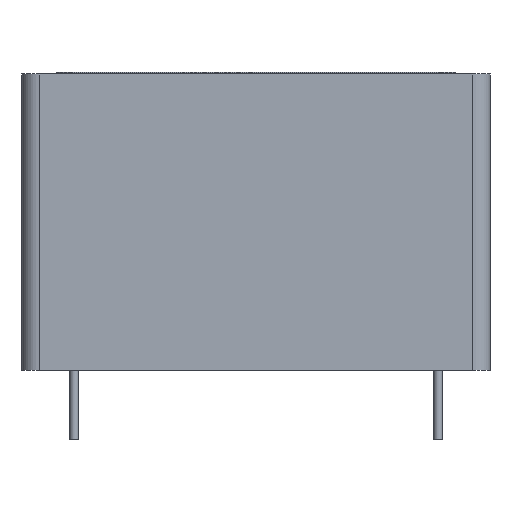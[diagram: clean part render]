
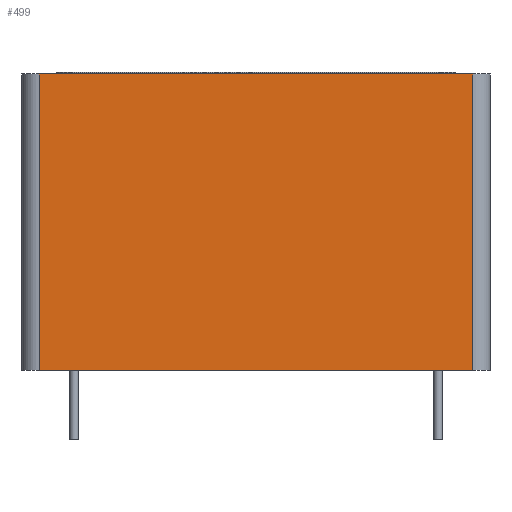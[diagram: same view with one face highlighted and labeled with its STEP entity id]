
A CAD part, front view. The second image highlights one B-rep face of the part: STEP entity #499.
In plain terms, the highlighted planar face has unit normal (0, -1, 0).
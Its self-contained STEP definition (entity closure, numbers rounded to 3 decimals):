
#39=PLANE($,#567);
#69=FACE_OUTER_BOUND($,#110,.T.);
#110=EDGE_LOOP($,(#398,#399,#400,#401));
#164=LINE($,#850,#196);
#165=LINE($,#852,#197);
#166=LINE($,#854,#198);
#167=LINE($,#855,#199);
#196=VECTOR($,#676,25.);
#197=VECTOR($,#677,17.1);
#198=VECTOR($,#678,25.);
#199=VECTOR($,#679,17.1);
#258=VERTEX_POINT($,#848);
#259=VERTEX_POINT($,#849);
#260=VERTEX_POINT($,#851);
#261=VERTEX_POINT($,#853);
#312=EDGE_CURVE($,#258,#259,#164,.T.);
#313=EDGE_CURVE($,#258,#260,#165,.T.);
#314=EDGE_CURVE($,#261,#260,#166,.T.);
#315=EDGE_CURVE($,#259,#261,#167,.T.);
#398=ORIENTED_EDGE($,*,*,#312,.F.);
#399=ORIENTED_EDGE($,*,*,#313,.T.);
#400=ORIENTED_EDGE($,*,*,#314,.F.);
#401=ORIENTED_EDGE($,*,*,#315,.F.);
#499=ADVANCED_FACE($,(#69),#39,.T.);
#567=AXIS2_PLACEMENT_3D($,#847,#674,#675);
#674=DIRECTION('center_axis',(0.,-1.,0.));
#675=DIRECTION('ref_axis',(1.,0.,0.));
#676=DIRECTION($,(-1.,0.,0.));
#677=DIRECTION($,(0.,0.,1.));
#678=DIRECTION($,(1.,0.,0.));
#679=DIRECTION($,(0.,0.,1.));
#847=CARTESIAN_POINT('Origin',(-12.5,-18.25,0.));
#848=CARTESIAN_POINT('',(12.5,-18.25,0.));
#849=CARTESIAN_POINT('',(-12.5,-18.25,0.));
#850=CARTESIAN_POINT($,(12.5,-18.25,0.));
#851=CARTESIAN_POINT('',(12.5,-18.25,17.1));
#852=CARTESIAN_POINT($,(12.5,-18.25,0.));
#853=CARTESIAN_POINT('',(-12.5,-18.25,17.1));
#854=CARTESIAN_POINT($,(12.5,-18.25,17.1));
#855=CARTESIAN_POINT($,(-12.5,-18.25,0.));
